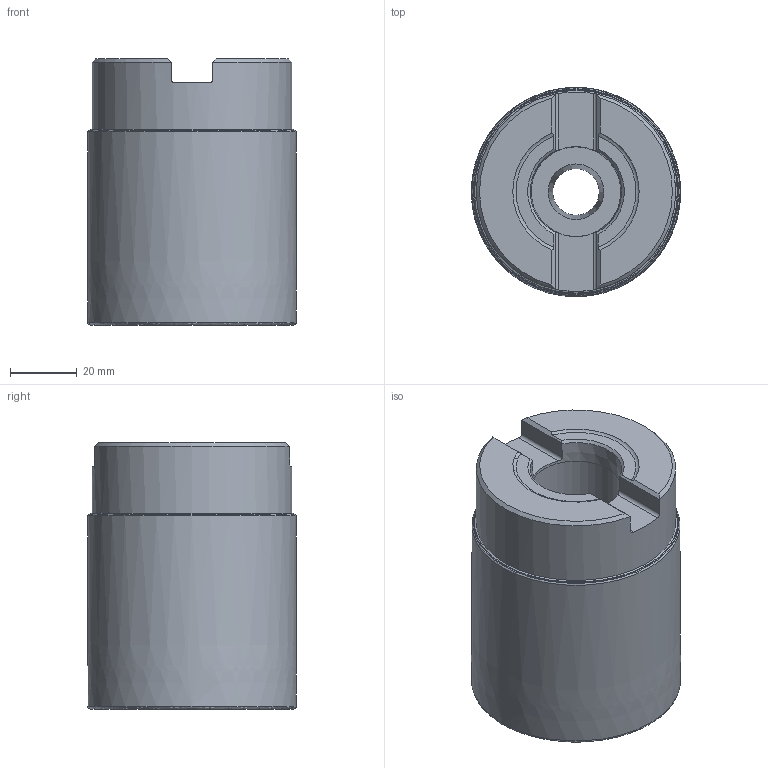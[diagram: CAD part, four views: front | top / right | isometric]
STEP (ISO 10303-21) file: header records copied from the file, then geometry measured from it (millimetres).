
FILE_DESCRIPTION(/* description */ (''),/* implementation_level */ '2;1');
FILE_NAME(/* name */ 'R220.69-0063-057-XO16.5A_Basic.stp',/* time_stamp */ '2021-05-05T17:43:33+05:00',/* author */ (''),/* organization */ (''),/* preprocessor_version */ 'ST-DEVELOPER v16.7',/* originating_system */ 'SIEMENS PLM Software NX 12.0',/* authorisation */ '');
FILE_SCHEMA (('AUTOMOTIVE_DESIGN { 1 0 10303 214 3 1 1 1 }'));
Length unit declared in the file: millimetre
Products named in the file (4): CUT; NOCUT; ASSEMBLY_CONSTRUCTION; inpu22C0B44Fmkpz
Assembly tree (3 placements, depth 2):
  inpu22C0B44Fmkpz
    ASSEMBLY_CONSTRUCTION
    NOCUT
    CUT
Bounding box: 62.84 x 62.86 x 80 mm (x, y, z)
Volume: 293370.1 mm3; surface area: 47400.6 mm2
Topology: 2 solids, 2 shells, 82 faces, 198 edges, 151 vertices
Faces by surface type: revolution 30, plane 17, cone 15, torus 12, cylinder 8
Full cylindrical faces by diameter (mm): 14 x1, 20 x1, 27.006 x1, 60 x1
Entity records: 3017 total; most frequent: CARTESIAN_POINT 985, DIRECTION 374, ORIENTED_EDGE 250, AXIS2_PLACEMENT_3D 160, EDGE_LOOP 140, EDGE_CURVE 125, FACE_BOUND 116, VERTEX_POINT 101
